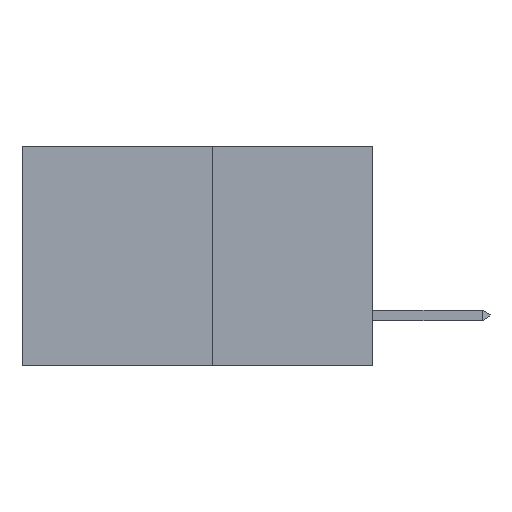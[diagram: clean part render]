
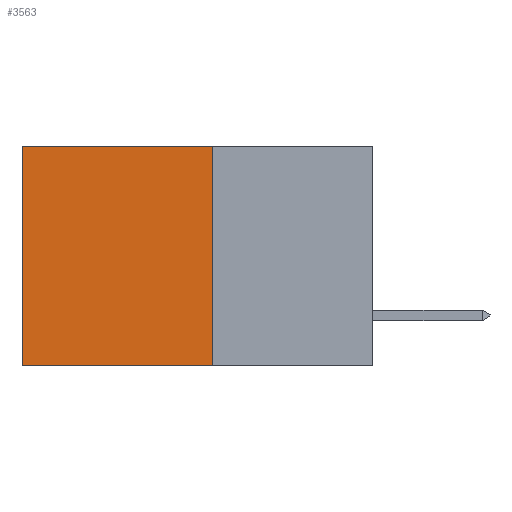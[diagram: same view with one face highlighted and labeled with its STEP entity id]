
A CAD part, left-side view. The second image highlights one B-rep face of the part: STEP entity #3563.
In plain terms, the highlighted planar face has unit normal (-1, 0, 0).
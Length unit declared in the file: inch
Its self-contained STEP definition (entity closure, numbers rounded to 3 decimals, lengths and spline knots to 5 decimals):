
#728 = LINE ( 'NONE', #13714, #12612 ) ;
#1281 = VECTOR ( 'NONE', #7008, 39.37008 ) ;
#1698 = VECTOR ( 'NONE', #9999, 39.37008 ) ;
#1782 = CARTESIAN_POINT ( 'NONE',  ( 0.277, 0.59, -0.37 ) ) ;
#1850 = CARTESIAN_POINT ( 'NONE',  ( 0.277, 0.59, 0. ) ) ;
#1965 = VERTEX_POINT ( 'NONE', #9069 ) ;
#2645 = CARTESIAN_POINT ( 'NONE',  ( 0.277, 0.27, 0. ) ) ;
#2662 = CARTESIAN_POINT ( 'NONE',  ( 0.277, 0.27, -0.37 ) ) ;
#2811 = LINE ( 'NONE', #6543, #8709 ) ;
#3041 = EDGE_CURVE ( 'NONE', #8299, #11460, #13145, .T. ) ;
#3354 = FACE_OUTER_BOUND ( 'NONE', #13975, .T. ) ;
#3563 = ADVANCED_FACE ( 'NONE', ( #3354 ), #9692, .F. ) ;
#3843 = DIRECTION ( 'NONE',  ( 1., 0., 0. ) ) ;
#4305 = VERTEX_POINT ( 'NONE', #2645 ) ;
#4602 = ORIENTED_EDGE ( 'NONE', *, *, #4658, .T. ) ;
#4658 = EDGE_CURVE ( 'NONE', #4305, #8299, #728, .T. ) ;
#5043 = AXIS2_PLACEMENT_3D ( 'NONE', #2662, #3843, #11876 ) ;
#6543 = CARTESIAN_POINT ( 'NONE',  ( 0.277, 0.27, -0.37 ) ) ;
#6651 = ORIENTED_EDGE ( 'NONE', *, *, #3041, .T. ) ;
#7008 = DIRECTION ( 'NONE',  ( 0., 0., -1. ) ) ;
#8299 = VERTEX_POINT ( 'NONE', #1850 ) ;
#8378 = ORIENTED_EDGE ( 'NONE', *, *, #8635, .F. ) ;
#8635 = EDGE_CURVE ( 'NONE', #1965, #11460, #2811, .T. ) ;
#8709 = VECTOR ( 'NONE', #10037, 39.37008 ) ;
#9069 = CARTESIAN_POINT ( 'NONE',  ( 0.277, 0.27, -0.37 ) ) ;
#9412 = DIRECTION ( 'NONE',  ( 0., 1., 0. ) ) ;
#9692 = PLANE ( 'NONE',  #5043 ) ;
#9999 = DIRECTION ( 'NONE',  ( 0., 0., -1. ) ) ;
#10037 = DIRECTION ( 'NONE',  ( 0., 1., 0. ) ) ;
#11460 = VERTEX_POINT ( 'NONE', #12813 ) ;
#11876 = DIRECTION ( 'NONE',  ( 0., 0., -1. ) ) ;
#11930 = EDGE_CURVE ( 'NONE', #4305, #1965, #13445, .T. ) ;
#12215 = ORIENTED_EDGE ( 'NONE', *, *, #11930, .F. ) ;
#12612 = VECTOR ( 'NONE', #9412, 39.37008 ) ;
#12813 = CARTESIAN_POINT ( 'NONE',  ( 0.277, 0.59, -0.37 ) ) ;
#13145 = LINE ( 'NONE', #1782, #1698 ) ;
#13445 = LINE ( 'NONE', #14717, #1281 ) ;
#13714 = CARTESIAN_POINT ( 'NONE',  ( 0.277, 0.27, 0. ) ) ;
#13975 = EDGE_LOOP ( 'NONE', ( #6651, #8378, #12215, #4602 ) ) ;
#14717 = CARTESIAN_POINT ( 'NONE',  ( 0.277, 0.27, -0.37 ) ) ;
